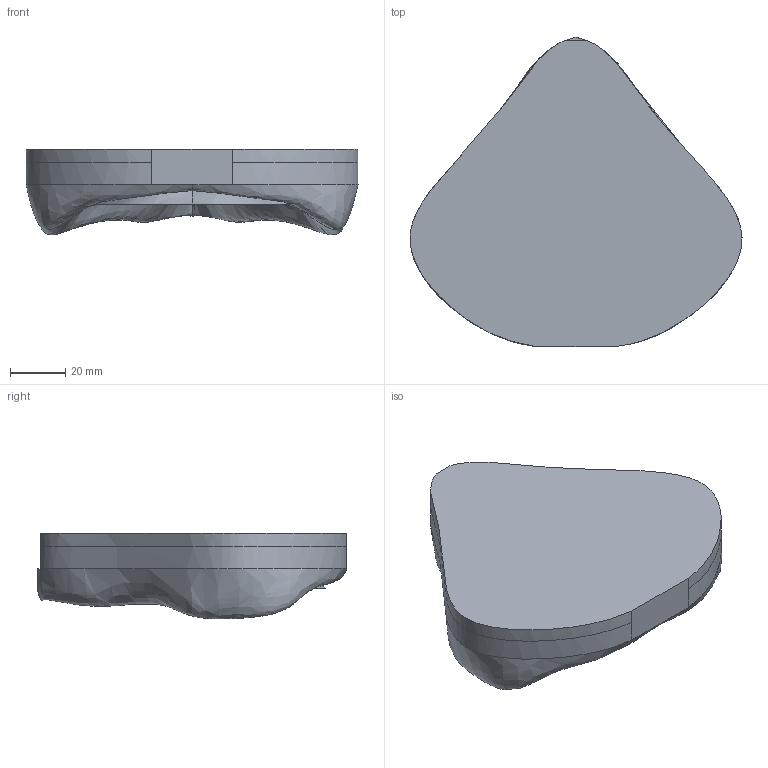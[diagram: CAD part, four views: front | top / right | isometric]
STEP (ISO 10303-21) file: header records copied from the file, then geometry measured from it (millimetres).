
FILE_DESCRIPTION(/* description */ (''),/* implementation_level */ '2;1');
FILE_NAME(/* name */ '5f188715bbdcfa14e40d3bfb',/* time_stamp */ '2020-07-22T18:36:06+00:00',/* author */ (''),/* organization */ (''),/* preprocessor_version */ 'ST-DEVELOPER v16.7',/* originating_system */ $,/* authorisation */ $);
FILE_SCHEMA (('AUTOMOTIVE_DESIGN {1 0 10303 214 3 1 1}'));
Length unit declared in the file: metre
Products named in the file (1): Mould part 2
Bounding box: 120.7 x 112.64 x 31.2 mm (x, y, z)
Volume: 178365.3 mm3; surface area: 30420.4 mm2
Topology: 1 solids, 1 shells, 22 faces, 53 edges, 34 vertices
Faces by surface type: plane 14, bspline 8
Entity records: 5157 total; most frequent: CARTESIAN_POINT 4722, ORIENTED_EDGE 106, EDGE_CURVE 53, B_SPLINE_CURVE_WITH_KNOTS 43, DIRECTION 40, VERTEX_POINT 34, EDGE_LOOP 23, FACE_BOUND 23
